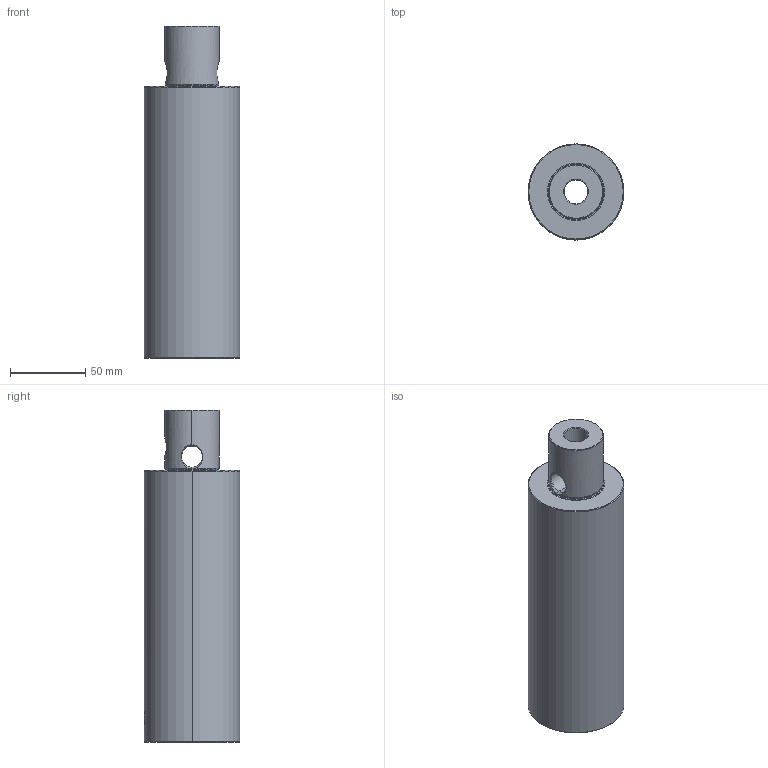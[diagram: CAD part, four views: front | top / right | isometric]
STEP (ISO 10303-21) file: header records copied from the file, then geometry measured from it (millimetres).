
FILE_DESCRIPTION(('no description'),'unknown implementation level');
FILE_NAME('E07B4934-BEC6-44FC-9CF3-8A85A46B2861_export.stp',' ',('CIMSOURCE GmbH'),('CADClick - KiM GmbH - www.kimweb.de'),'unknown preprocess','ACIS','unknown authorization');
FILE_SCHEMA(('automotive_design'));
Length unit declared in the file: millimetre
Products named in the file (2): 389.367 Kaiser Verl�ngerung CKB6xCKB6 x 180SD|690.436 Kaiser ETL M12 X 18 CK6;Schnitt-Linear austragen2; 389.367 Kaiser Verl�ngerung CKB6xCKB6 x 180SD|389.367 Kaiser Verl�ngerung CKB6xCKB6 x 180SD;Schnitt-Rotation3
Bounding box: 63.5 x 63.5 x 220 mm (x, y, z)
Volume: 523250.7 mm3; surface area: 61729.4 mm2
Topology: 2 solids, 2 shells, 97 faces, 232 edges, 135 vertices
Faces by surface type: cone 40, plane 27, cylinder 26, torus 4
Entity records: 6126 total; most frequent: CARTESIAN_POINT 1222, DIRECTION 494, STYLED_ITEM 464, PRESENTATION_STYLE_ASSIGNMENT 464, COLOUR_RGB 464, ORIENTED_EDGE 460, EDGE_CURVE 230, CURVE_STYLE 230
